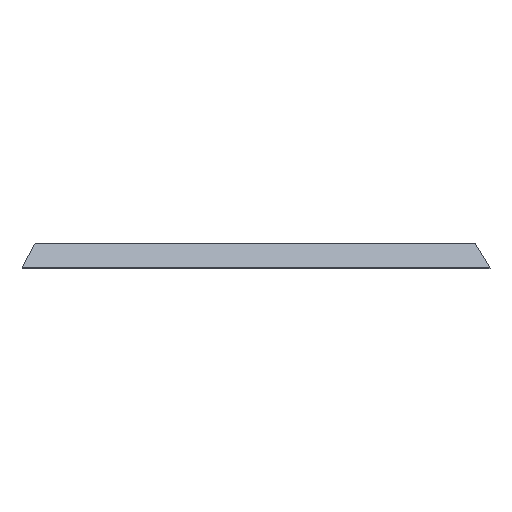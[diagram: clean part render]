
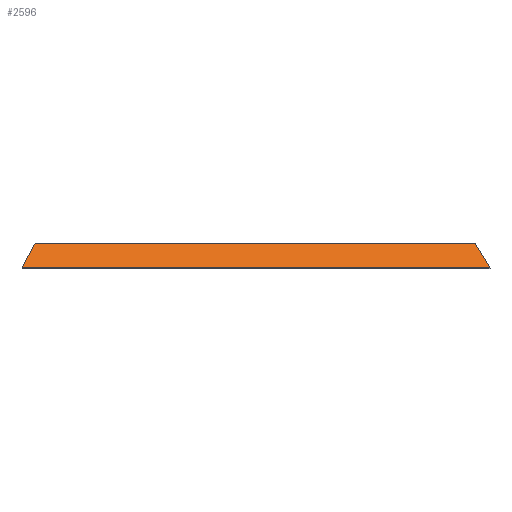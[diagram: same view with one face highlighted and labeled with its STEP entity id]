
A CAD part, front view. The second image highlights one B-rep face of the part: STEP entity #2596.
In plain terms, the highlighted planar face has unit normal (0, -0.883, 0.469).
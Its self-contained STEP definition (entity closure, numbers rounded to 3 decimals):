
#55=DIRECTION('',(1.,0.,0.));
#56=VECTOR('',#55,36.01);
#57=CARTESIAN_POINT('',(-18.44,-26.84,0.119));
#58=LINE('',#57,#56);
#63=CARTESIAN_POINT('',(17.57,-26.84,0.119));
#64=CARTESIAN_POINT('',(17.378,-26.674,0.432));
#65=CARTESIAN_POINT('',(16.993,-26.34,1.059));
#66=CARTESIAN_POINT('',(16.609,-26.007,1.686));
#67=CARTESIAN_POINT('',(16.417,-25.84,2.));
#69=CARTESIAN_POINT('',(-18.44,-26.84,0.119));
#70=CARTESIAN_POINT('',(-18.27,-26.668,0.442));
#71=CARTESIAN_POINT('',(-17.933,-26.33,1.079));
#72=CARTESIAN_POINT('',(-17.601,-26.002,1.696));
#73=CARTESIAN_POINT('',(-17.437,-25.84,2.));
#75=CARTESIAN_POINT('',(16.417,-25.84,2.));
#84=DIRECTION('',(1.,0.,0.));
#85=VECTOR('',#84,33.855);
#86=CARTESIAN_POINT('',(-17.437,-25.84,2.));
#87=LINE('',#86,#85);
#599=CARTESIAN_POINT('',(17.57,-26.84,0.119));
#1967=VERTEX_POINT('',#599);
#1969=VERTEX_POINT('',#75);
#1971=CARTESIAN_POINT('',(-18.44,-26.84,
0.119));
#1972=VERTEX_POINT('',#1971);
#1973=CARTESIAN_POINT('',(-17.437,-25.84,
2.));
#1974=VERTEX_POINT('',#1973);
#2582=CARTESIAN_POINT('',(-0.506,-26.34,1.06));
#2583=DIRECTION('',(0.,-0.883,0.469));
#2584=DIRECTION('',(0.,-0.469,-0.883));
#2585=AXIS2_PLACEMENT_3D('',#2582,#2583,#2584);
#2586=PLANE('',#2585);
#2587=ORIENTED_EDGE('',*,*,#2572,.F.);
#2589=ORIENTED_EDGE('',*,*,#2588,.T.);
#2591=ORIENTED_EDGE('',*,*,#2590,.T.);
#2593=ORIENTED_EDGE('',*,*,#2592,.F.);
#2594=EDGE_LOOP('',(#2587,#2589,#2591,#2593));
#2595=FACE_OUTER_BOUND('',#2594,.F.);
#2596=ADVANCED_FACE('',(#2595),#2586,.T.);
#68=B_SPLINE_CURVE_WITH_KNOTS('',3,(#63,#64,#65,#66,#67),.UNSPECIFIED.,.F.,.F.,(
4,1,4),(0.,0.5,1.),.UNSPECIFIED.);
#74=B_SPLINE_CURVE_WITH_KNOTS('',3,(#69,#70,#71,#72,#73),.UNSPECIFIED.,.F.,.F.,(
4,1,4),(0.,0.5,1.),.UNSPECIFIED.);
#2572=EDGE_CURVE('',#1972,#1967,#58,.T.);
#2588=EDGE_CURVE('',#1972,#1974,#74,.T.);
#2590=EDGE_CURVE('',#1974,#1969,#87,.T.);
#2592=EDGE_CURVE('',#1967,#1969,#68,.T.);
